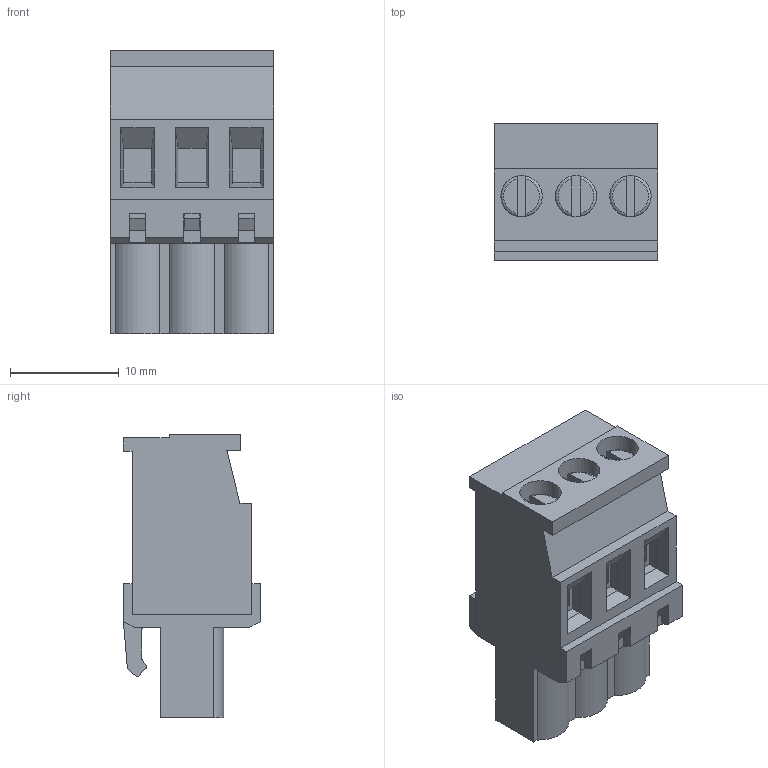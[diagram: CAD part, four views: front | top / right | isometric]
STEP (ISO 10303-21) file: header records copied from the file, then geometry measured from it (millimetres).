
FILE_DESCRIPTION( ( 'Unknown' ), '1' );
FILE_NAME( '691344710003.stp', 'Unknown', ( 'Unknown' ), ( 'Unknown' ), 'PSStep 18.0.17', 'Unknown', ' ' );
FILE_SCHEMA( ( 'AUTOMOTIVE_DESIGN { 1 0 10303 214 1 1 1 1 }' ) );
Length unit declared in the file: millimetre
Products named in the file (6): Assem1; 6913447100xx_CAGE; 6913447100xx_PIN; 6913447100xx_VIS; 691344710003; 691344710003_BAS
Assembly tree (11 placements, depth 2):
  Assem1
    6913447100xx_CAGE  x3
    6913447100xx_PIN  x3
    6913447100xx_VIS  x3
    691344710003
    691344710003_BAS
Bounding box: 15 x 12.6 x 26 mm (x, y, z)
Volume: 2294.8 mm3; surface area: 5642.7 mm2
Topology: 11 solids, 11 shells, 638 faces, 1783 edges, 1165 vertices
Faces by surface type: plane 499, cylinder 121, torus 12, cone 6
Full cylindrical faces by diameter (mm): 1.6 x3, 2.2 x3, 2.4 x3, 2.9 x6, 3 x3, 3.8 x6
Entity records: 17722 total; most frequent: CARTESIAN_POINT 2512, ORIENTED_EDGE 2450, DIRECTION 2260, EDGE_CURVE 1225, LINE 1094, VECTOR 1094, VERTEX_POINT 811, AXIS2_PLACEMENT_3D 583
